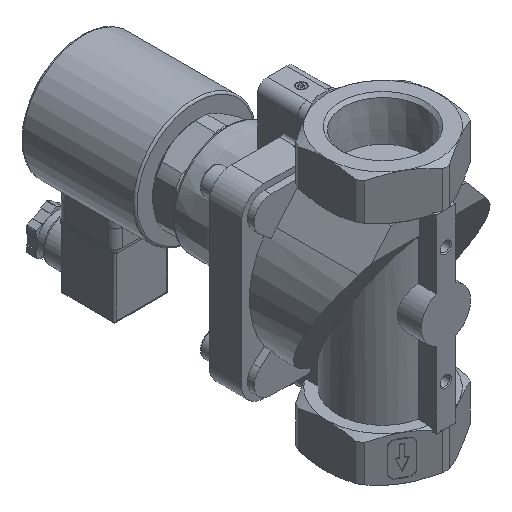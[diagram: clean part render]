
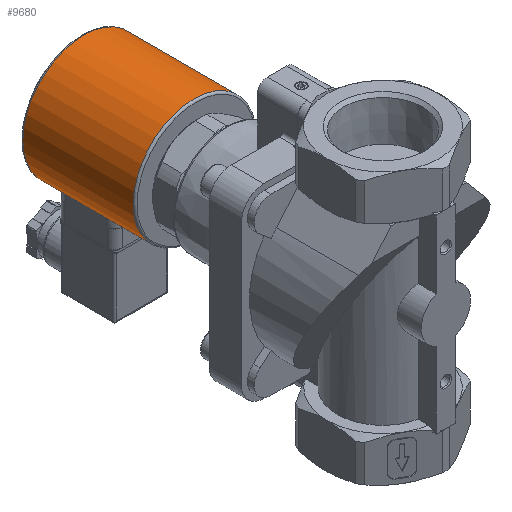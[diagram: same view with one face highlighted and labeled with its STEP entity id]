
A CAD part, isometric view. The second image highlights one B-rep face of the part: STEP entity #9680.
In plain terms, the highlighted cylindrical face has radius 31.5 mm (diameter 63 mm), a full revolution.
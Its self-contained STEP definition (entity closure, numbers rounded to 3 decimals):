
#145=CYLINDRICAL_SURFACE('',#12423,31.5);
#438=CIRCLE('',#12422,31.5);
#439=CIRCLE('',#12424,31.5);
#440=CIRCLE('',#12425,31.5);
#441=CIRCLE('',#12426,31.5);
#630=B_SPLINE_CURVE_WITH_KNOTS('',3,(#17561,#17562,#17563,#17564),
 .UNSPECIFIED.,.F.,.F.,(4,4),(0.,0.002),.UNSPECIFIED.);
#631=B_SPLINE_CURVE_WITH_KNOTS('',3,(#17568,#17569,#17570,#17571),
 .UNSPECIFIED.,.F.,.F.,(4,4),(0.,0.002),.UNSPECIFIED.);
#632=B_SPLINE_CURVE_WITH_KNOTS('',3,(#17575,#17576,#17577,#17578),
 .UNSPECIFIED.,.F.,.F.,(4,4),(0.,0.002),.UNSPECIFIED.);
#633=B_SPLINE_CURVE_WITH_KNOTS('',3,(#17582,#17583,#17584,#17585),
 .UNSPECIFIED.,.F.,.F.,(4,4),(0.,0.002),.UNSPECIFIED.);
#2109=ORIENTED_EDGE('',*,*,#4146,.T.);
#2110=ORIENTED_EDGE('',*,*,#4147,.F.);
#2111=ORIENTED_EDGE('',*,*,#4148,.F.);
#2112=ORIENTED_EDGE('',*,*,#4149,.F.);
#2113=ORIENTED_EDGE('',*,*,#4150,.F.);
#2114=ORIENTED_EDGE('',*,*,#4151,.F.);
#2115=ORIENTED_EDGE('',*,*,#4152,.F.);
#2116=ORIENTED_EDGE('',*,*,#4153,.F.);
#2117=ORIENTED_EDGE('',*,*,#4154,.F.);
#2118=ORIENTED_EDGE('',*,*,#4145,.F.);
#4145=EDGE_CURVE('',#5292,#5292,#438,.T.);
#4146=EDGE_CURVE('',#5293,#5293,#439,.T.);
#4147=EDGE_CURVE('',#5294,#5295,#440,.F.);
#4148=EDGE_CURVE('',#5296,#5294,#630,.T.);
#4149=EDGE_CURVE('',#5297,#5296,#6179,.F.);
#4150=EDGE_CURVE('',#5298,#5297,#631,.T.);
#4151=EDGE_CURVE('',#5299,#5298,#441,.F.);
#4152=EDGE_CURVE('',#5300,#5299,#632,.T.);
#4153=EDGE_CURVE('',#5301,#5300,#6180,.T.);
#4154=EDGE_CURVE('',#5295,#5301,#633,.T.);
#5292=VERTEX_POINT('',#17554);
#5293=VERTEX_POINT('',#17557);
#5294=VERTEX_POINT('',#17559);
#5295=VERTEX_POINT('',#17560);
#5296=VERTEX_POINT('',#17565);
#5297=VERTEX_POINT('',#17567);
#5298=VERTEX_POINT('',#17572);
#5299=VERTEX_POINT('',#17574);
#5300=VERTEX_POINT('',#17579);
#5301=VERTEX_POINT('',#17581);
#6179=LINE('',#17566,#7130);
#6180=LINE('',#17580,#7131);
#7130=VECTOR('',#14338,1000.);
#7131=VECTOR('',#14341,1000.);
#7965=EDGE_LOOP('',(#2109));
#7966=EDGE_LOOP('',(#2110,#2111,#2112,#2113,#2114,#2115,#2116,#2117));
#7967=EDGE_LOOP('',(#2118));
#8668=FACE_BOUND('',#7965,.T.);
#8669=FACE_BOUND('',#7966,.T.);
#8670=FACE_BOUND('',#7967,.T.);
#9680=ADVANCED_FACE('',(#8668,#8669,#8670),#145,.T.);
#12422=AXIS2_PLACEMENT_3D('',#17553,#14330,#14331);
#12423=AXIS2_PLACEMENT_3D('',#17555,#14332,#14333);
#12424=AXIS2_PLACEMENT_3D('',#17556,#14334,#14335);
#12425=AXIS2_PLACEMENT_3D('',#17558,#14336,#14337);
#12426=AXIS2_PLACEMENT_3D('',#17573,#14339,#14340);
#14330=DIRECTION('',(0.,-1.,0.));
#14331=DIRECTION('',(0.,0.,-1.));
#14332=DIRECTION('',(0.,-1.,0.));
#14333=DIRECTION('',(0.,0.,-1.));
#14334=DIRECTION('',(0.,-1.,0.));
#14335=DIRECTION('',(0.,0.,-1.));
#14336=DIRECTION('',(0.,1.,0.));
#14337=DIRECTION('',(0.,0.,1.));
#14338=DIRECTION('',(0.,-1.,0.));
#14339=DIRECTION('',(0.,-1.,0.));
#14340=DIRECTION('',(0.,0.,-1.));
#14341=DIRECTION('',(0.,-1.,0.));
#17553=CARTESIAN_POINT('',(0.,1.,0.));
#17554=CARTESIAN_POINT('',(0.,1.,-31.5));
#17555=CARTESIAN_POINT('',(0.,0.,0.));
#17556=CARTESIAN_POINT('',(0.,58.,0.));
#17557=CARTESIAN_POINT('',(0.,58.,-31.5));
#17558=CARTESIAN_POINT('',(0.,57.,0.));
#17559=CARTESIAN_POINT('',(-10.5,57.,-29.698));
#17560=CARTESIAN_POINT('',(10.5,57.,-29.698));
#17561=CARTESIAN_POINT('',(-12.298,56.625,-29.));
#17562=CARTESIAN_POINT('',(-11.728,56.874,-29.242));
#17563=CARTESIAN_POINT('',(-11.13,57.,-29.476));
#17564=CARTESIAN_POINT('',(-10.5,57.,-29.698));
#17565=CARTESIAN_POINT('',(-12.298,56.625,-29.));
#17566=CARTESIAN_POINT('',(-12.298,0.,-29.));
#17567=CARTESIAN_POINT('',(-12.298,27.375,-29.));
#17568=CARTESIAN_POINT('',(-10.5,27.,-29.698));
#17569=CARTESIAN_POINT('',(-11.13,27.,-29.476));
#17570=CARTESIAN_POINT('',(-11.728,27.126,-29.242));
#17571=CARTESIAN_POINT('',(-12.298,27.375,-29.));
#17572=CARTESIAN_POINT('',(-10.5,27.,-29.698));
#17573=CARTESIAN_POINT('',(0.,27.,0.));
#17574=CARTESIAN_POINT('',(10.5,27.,-29.698));
#17575=CARTESIAN_POINT('',(12.298,27.375,-29.));
#17576=CARTESIAN_POINT('',(11.728,27.126,-29.242));
#17577=CARTESIAN_POINT('',(11.13,27.,-29.476));
#17578=CARTESIAN_POINT('',(10.5,27.,-29.698));
#17579=CARTESIAN_POINT('',(12.298,27.375,-29.));
#17580=CARTESIAN_POINT('',(12.298,0.,-29.));
#17581=CARTESIAN_POINT('',(12.298,56.625,-29.));
#17582=CARTESIAN_POINT('',(10.5,57.,-29.698));
#17583=CARTESIAN_POINT('',(11.13,57.,-29.476));
#17584=CARTESIAN_POINT('',(11.728,56.874,-29.242));
#17585=CARTESIAN_POINT('',(12.298,56.625,-29.));
